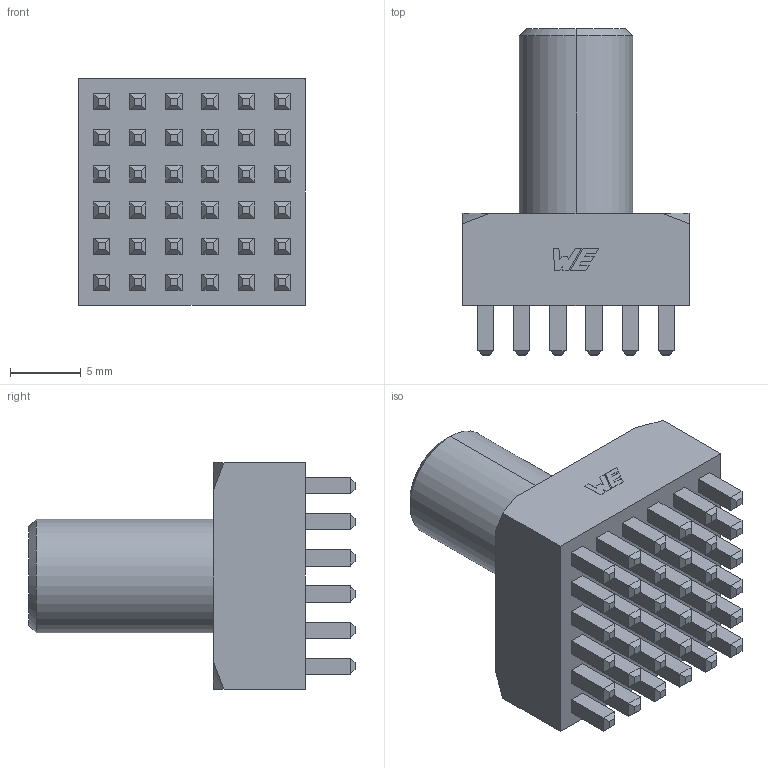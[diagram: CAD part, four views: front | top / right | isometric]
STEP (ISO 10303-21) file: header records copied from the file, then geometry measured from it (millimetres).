
FILE_DESCRIPTION (( 'STEP AP214' ), '1' );
FILE_NAME ('LF992108_66760.STEP', '2021-03-18T13:02:31', ( '' ), ( '' ), 'SwSTEP 2.0', 'SolidWorks 2018', '' );
FILE_SCHEMA (( 'AUTOMOTIVE_DESIGN' ));
Length unit declared in the file: millimetre
Products named in the file (1): LF992108_66760
Bounding box: 16 x 23 x 16 mm (x, y, z)
Volume: 2467.5 mm3; surface area: 1778 mm2
Topology: 1 solids, 1 shells, 366 faces, 829 edges, 504 vertices
Faces by surface type: plane 358, cone 6, cylinder 2
Entity records: 9899 total; most frequent: CARTESIAN_POINT 1724, ORIENTED_EDGE 1658, DIRECTION 1565, EDGE_CURVE 829, LINE 811, VECTOR 811, VERTEX_POINT 504, EDGE_LOOP 405
